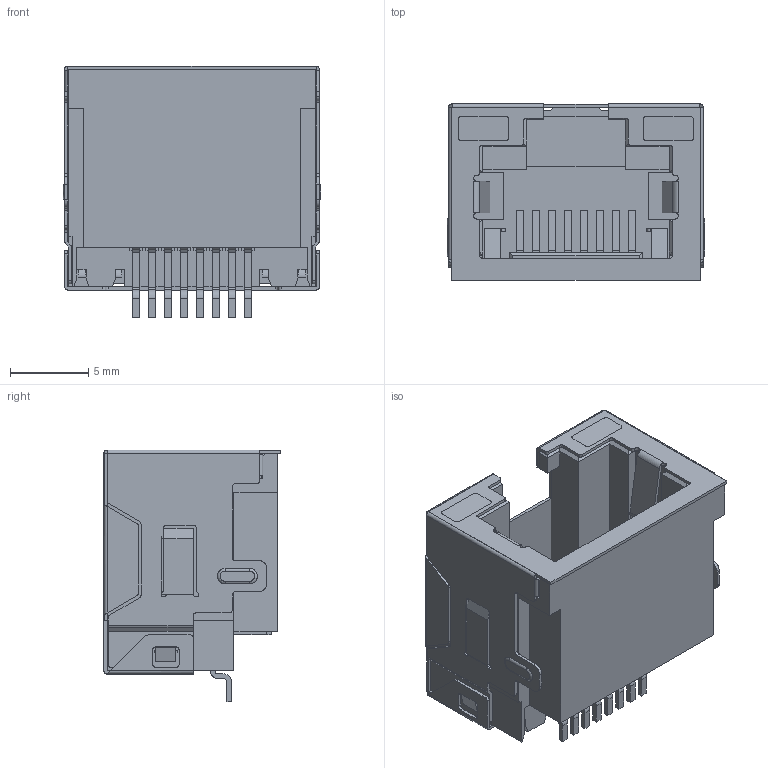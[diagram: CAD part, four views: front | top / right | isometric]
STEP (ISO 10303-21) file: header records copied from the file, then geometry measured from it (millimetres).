
FILE_DESCRIPTION((''),'2;1');
FILE_NAME('DGKYDCB281188GWW6SB1133','2020-04-27T16:23:30',('Administrator'),(''),'CREO PARAMETRIC BY PTC INC, 2018400','CREO PARAMETRIC BY PTC INC, 2018400','');
FILE_SCHEMA(('CONFIG_CONTROL_DESIGN'));
Products named in the file (1): DGKYDCB281188GWW6SB1133
Bounding box: 16.45 x 11.25 x 16.08 mm (x, y, z)
Surface area: 3851.8 mm2 (no closed solid volume)
Topology: 0 solids, 1152 shells, 1170 faces, 6606 edges, 6588 vertices
Faces by surface type: plane 793, cylinder 363, torus 14
Entity records: 67168 total; most frequent: CARTESIAN_POINT 18726, DIRECTION 9020, ORIENTED_EDGE 6624, EDGE_CURVE 6606, VERTEX_POINT 6588, VECTOR 5104, LINE 5104, AXIS2_PLACEMENT_3D 1958
